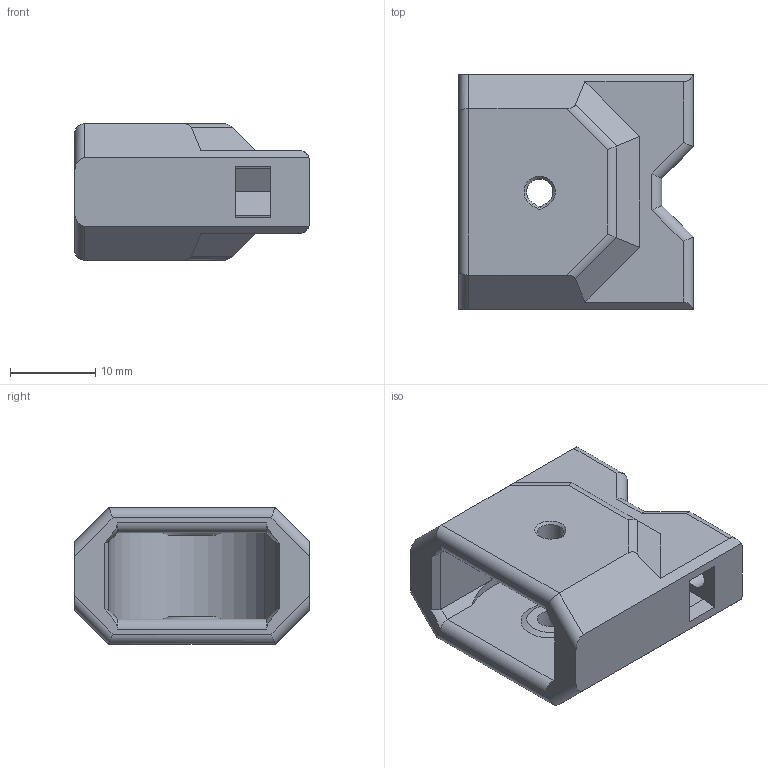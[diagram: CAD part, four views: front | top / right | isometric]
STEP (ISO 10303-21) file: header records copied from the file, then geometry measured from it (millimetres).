
FILE_DESCRIPTION(/* description */ (''),/* implementation_level */ '2;1');
FILE_NAME(/* name */ 'MB-Z10.x-axis.MB-x-idler-tensioner.step',/* time_stamp */ '2023-03-27T17:12:26+02:00',/* author */ (''),/* organization */ (''),/* preprocessor_version */ 'ST-DEVELOPER v19.2',/* originating_system */ 'Autodesk Translation Framework v11.17.0.187',/* authorisation */ '');
FILE_SCHEMA (('AUTOMOTIVE_DESIGN { 1 0 10303 214 3 1 1 }'));
Length unit declared in the file: millimetre
Products named in the file (1): MB-x-idler-tensioner
Bounding box: 27.5 x 27.5 x 16 mm (x, y, z)
Volume: 5773.9 mm3; surface area: 4058.4 mm2
Topology: 1 solids, 1 shells, 122 faces, 315 edges, 202 vertices
Faces by surface type: plane 83, cylinder 31, cone 8
Entity records: 3723 total; most frequent: CARTESIAN_POINT 656, ORIENTED_EDGE 630, DIRECTION 621, EDGE_CURVE 315, LINE 239, VECTOR 239, VERTEX_POINT 202, AXIS2_PLACEMENT_3D 191
